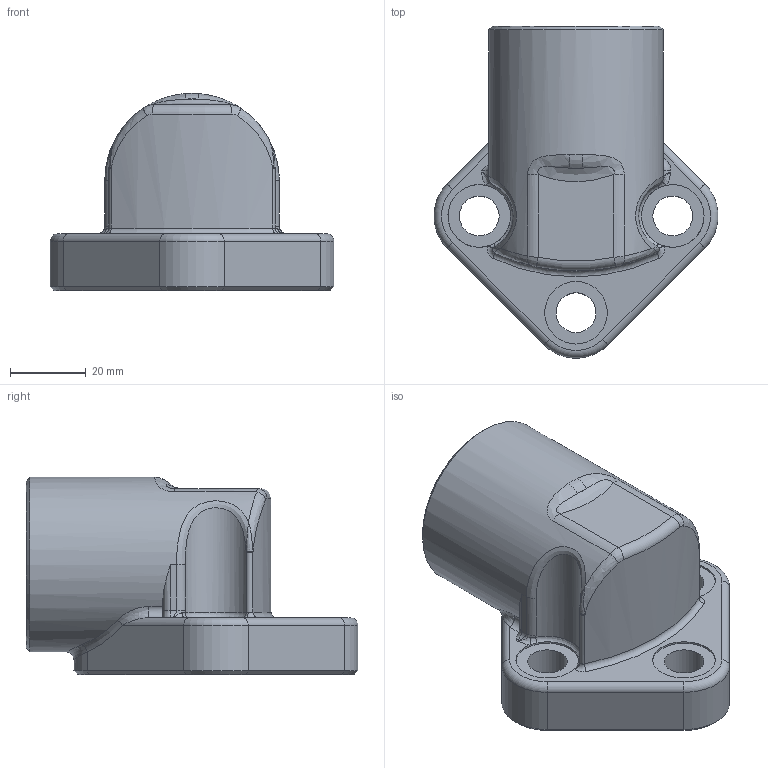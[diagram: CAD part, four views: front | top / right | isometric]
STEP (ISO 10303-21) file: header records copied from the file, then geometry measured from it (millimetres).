
FILE_DESCRIPTION(/* description */ ('Unknown'),/* implementation_level */ '2;1');
FILE_NAME(/* name */ 'AF.01900-001',/* time_stamp */ '2023-07-24T10:18:02+02:00',/* author */ ('Unknown'),/* organization */ ('Unknown'),/* preprocessor_version */ 'ST-DEVELOPER v18.102',/* originating_system */ 'Solid Edge',/* authorisation */ 'Unknown');
FILE_SCHEMA (('AUTOMOTIVE_DESIGN {1 0 10303 214 3 1 1}'));
Length unit declared in the file: millimetre
Products named in the file (2): AF; AF.01900
Assembly tree (1 placements, depth 2):
  AF
    AF.01900
Bounding box: 74.82 x 87.41 x 52 mm (x, y, z)
Volume: 102526.3 mm3; surface area: 24150.3 mm2
Topology: 1 solids, 1 shells, 109 faces, 258 edges, 149 vertices
Faces by surface type: cylinder 37, bspline 25, plane 20, torus 16, cone 10, sphere 1
Full cylindrical faces by diameter (mm): 10.5 x3, 16.5 x3, 24 x2, 24.5 x1, 28 x1, 37 x1, 46 x1
Entity records: 4727 total; most frequent: CARTESIAN_POINT 2539, ORIENTED_EDGE 452, DIRECTION 381, EDGE_CURVE 226, AXIS2_PLACEMENT_3D 162, VERTEX_POINT 141, EDGE_LOOP 139, FACE_BOUND 139
